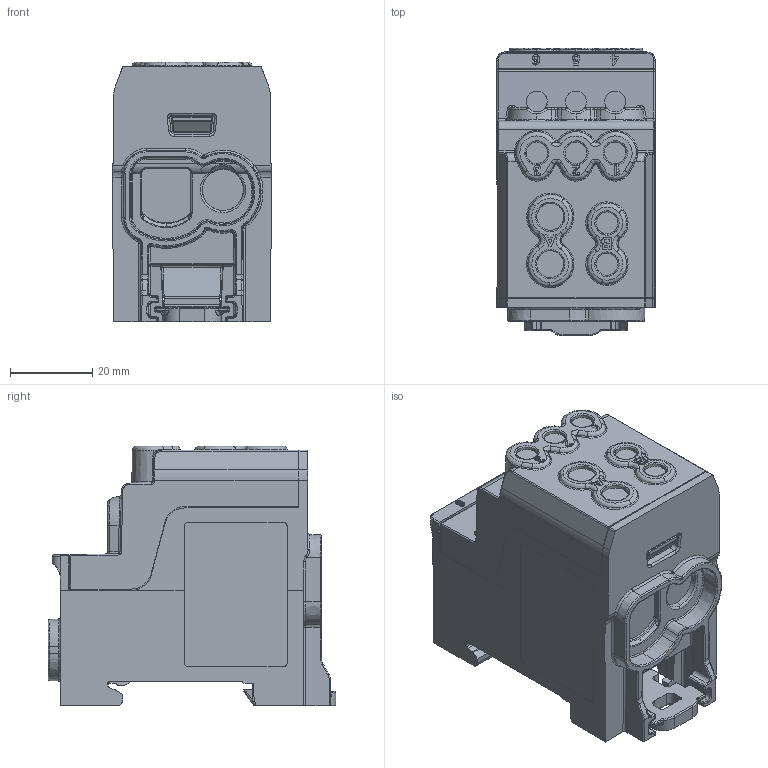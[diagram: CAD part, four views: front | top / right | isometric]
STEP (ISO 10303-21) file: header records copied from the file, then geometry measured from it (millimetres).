
FILE_DESCRIPTION(('CATIA V5 STEP Exchange','CAx-IF Rec.Pracs.--- Model Styling and Organization---1.5--- 2016-08-15','CAx-IF Rec.Pracs.---Supplemental Geometry---1.0---2011-11-01','CAx-IF Rec.Pracs.--- Composite Materials ---1.1---2010-07-15'),'2;1');
FILE_NAME ('118251-1_0', '2025-09-22T07:35:44+00:00', ('none'), ('Weidmueller'), 'CATIA Version 5-6 Release 2024 SP4', 'CATIA V5 STEP AP214 v3', 'none');
FILE_SCHEMA(('AUTOMOTIVE_DESIGN { 1 0 10303 214 1 1 1 1 }'));
Products named in the file (1): 2603820000
Bounding box: 38.5 x 69.79 x 63 mm (x, y, z)
Volume: 109727 mm3; surface area: 27745.7 mm2
Topology: 2 solids, 7 shells, 2676 faces, 7768 edges, 5125 vertices
Faces by surface type: plane 1488, bspline 569, cylinder 450, cone 132, extrusion 30, sphere 7
Entity records: 107333 total; most frequent: CARTESIAN_POINT 45726, ORIENTED_EDGE 15502, DIRECTION 8792, EDGE_CURVE 7751, VERTEX_POINT 5125, VECTOR 4889, LINE 4859, EDGE_LOOP 2724
